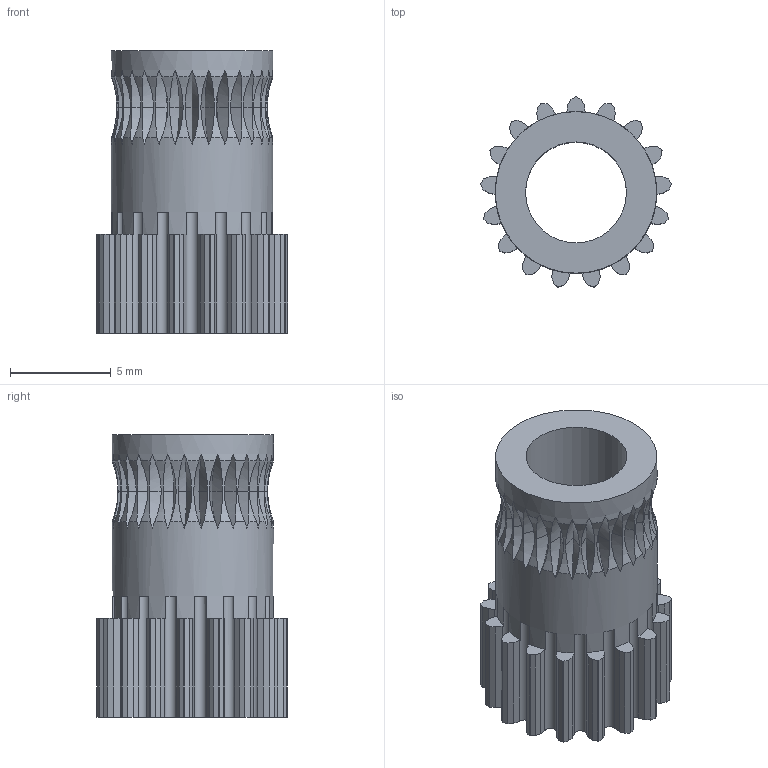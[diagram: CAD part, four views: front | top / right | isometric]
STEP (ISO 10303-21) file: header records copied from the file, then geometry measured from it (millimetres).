
FILE_DESCRIPTION(('FreeCAD Model'),'2;1');
FILE_NAME('driveGear.step', '2021-02-12T18:29:13',('Author'),(''), 'Open CASCADE STEP processor 7.3','FreeCAD','Unknown');
FILE_SCHEMA(('AUTOMOTIVE_DESIGN { 1 0 10303 214 1 1 1 1 }'));
Length unit declared in the file: millimetre
Products named in the file (1): PolarPattern001
Bounding box: 9.46 x 9.42 x 14 mm (x, y, z)
Volume: 431.7 mm3; surface area: 837.7 mm2
Topology: 1 solids, 1 shells, 326 faces, 940 edges, 616 vertices
Faces by surface type: plane 138, cone 120, cylinder 37, torus 31
Full cylindrical faces by diameter (mm): 5 x1, 8 x2
Entity records: 27227 total; most frequent: CARTESIAN_POINT 10191, DIRECTION 2694, ORIENTED_EDGE 1880, PCURVE 1880, DEFINITIONAL_REPRESENTATION 1880, LINE 1425, VECTOR 1425, B_SPLINE_CURVE_WITH_KNOTS 992
